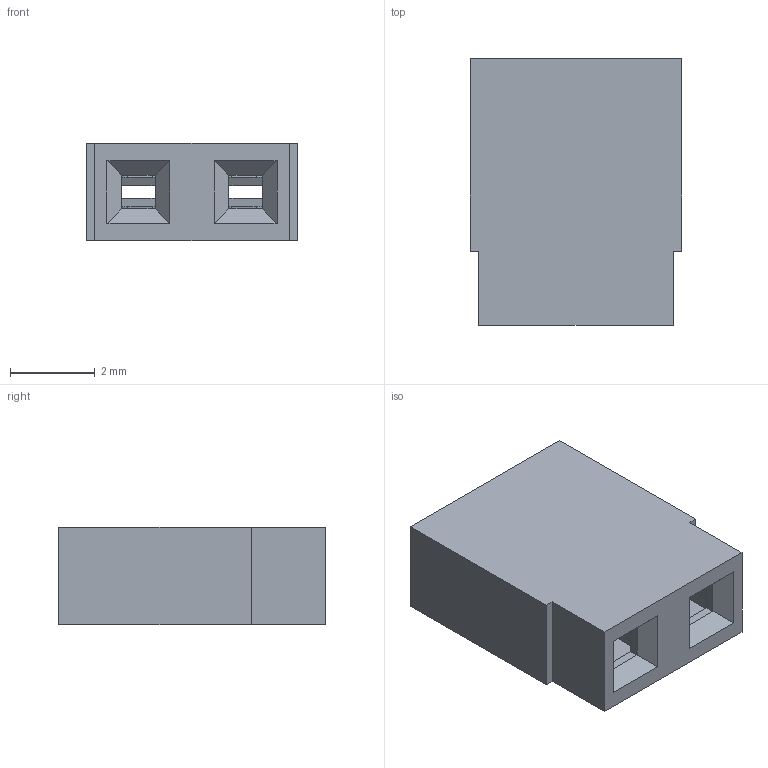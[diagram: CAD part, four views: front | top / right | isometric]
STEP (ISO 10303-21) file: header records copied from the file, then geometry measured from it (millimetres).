
FILE_DESCRIPTION(('STEP AP242'),'1');
FILE_NAME('m7567-05.stp','2024-06-05T06:14:04',('TraceParts'),('TraceParts S.A.'),'Spatial InterOp 3D',' ',' ');
FILE_SCHEMA(('AP242_MANAGED_MODEL_BASED_3D_ENGINEERING_MIM_LF {1 0 10303 442 1 1 4}'));
Length unit declared in the file: millimetre
Products named in the file (1): m7567-05_1
Bounding box: 5 x 6.3 x 2.3 mm (x, y, z)
Volume: 43.3 mm3; surface area: 261.2 mm2
Topology: 2 solids, 2 shells, 199 faces, 556 edges, 366 vertices
Faces by surface type: plane 156, cylinder 43
Entity records: 6570 total; most frequent: CARTESIAN_POINT 1227, ORIENTED_EDGE 1112, DIRECTION 1030, EDGE_CURVE 556, LINE 452, VECTOR 452, VERTEX_POINT 366, AXIS2_PLACEMENT_3D 289
